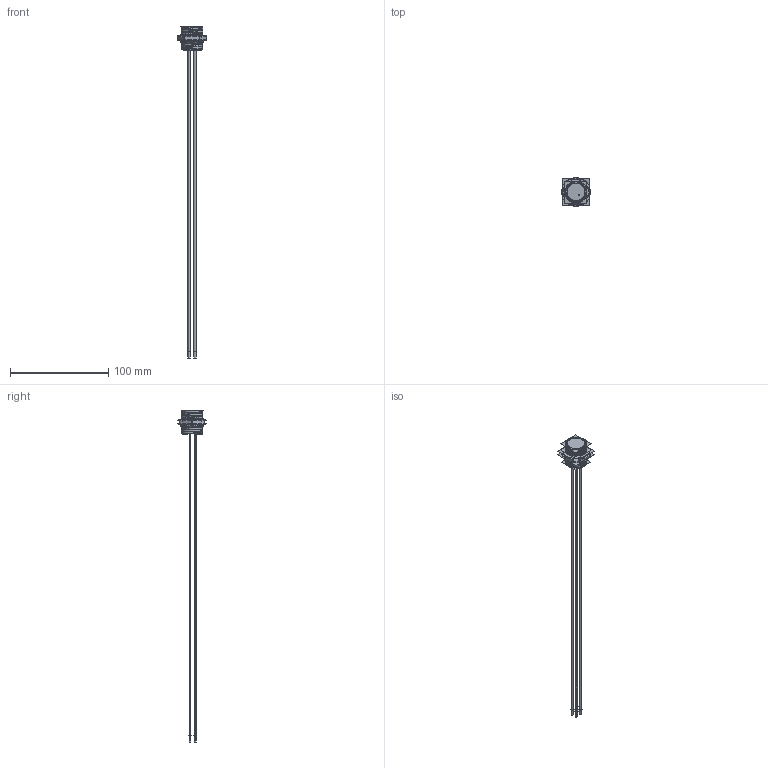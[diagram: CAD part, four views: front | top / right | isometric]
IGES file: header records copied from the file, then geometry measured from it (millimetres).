
Start section:  PTC IGES file: 214917.igs
Global section: file name: 214917.igs; native system: Creo Parametric by PTC Inc.; preprocessor: 2018300; author: pdmadmin; organization: Unknown; date: 20191028.073432; units: millimetre
Bounding box: 29.62 x 29.41 x 337.19 mm (x, y, z)
Volume: 8757.3 mm3; surface area: 74363.4 mm2
Topology: 11 solids, 11 shells, 396 faces, 1916 edges, 2439 vertices
Faces by surface type: revolution 262, bspline 134
